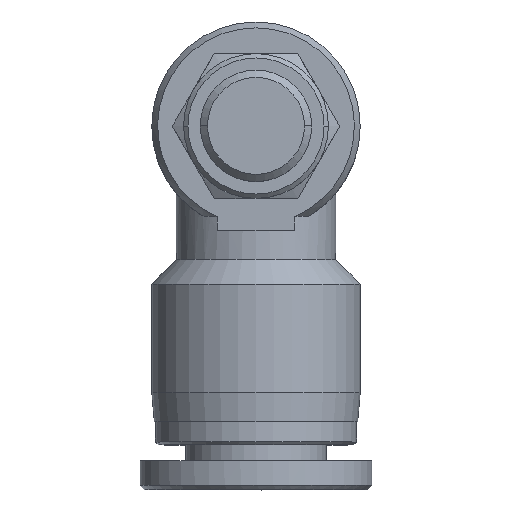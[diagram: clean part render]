
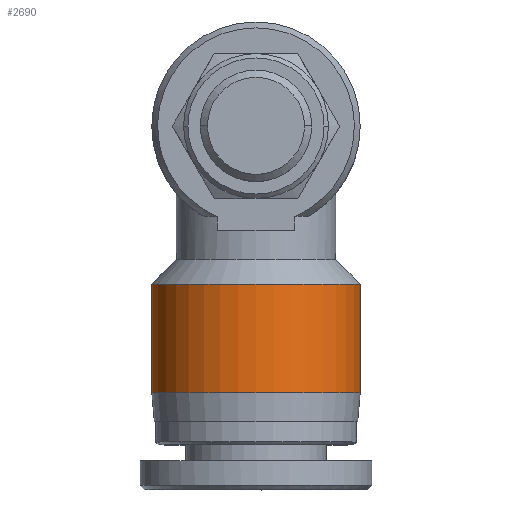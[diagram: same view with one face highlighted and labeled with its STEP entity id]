
A CAD part, top view. The second image highlights one B-rep face of the part: STEP entity #2690.
In plain terms, the highlighted cylindrical face has radius 7.2 mm (diameter 14.4 mm), a partial arc.
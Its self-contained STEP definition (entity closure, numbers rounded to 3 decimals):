
#141=CARTESIAN_POINT('',(-7.201,-1.95,-2.05));
#142=VERTEX_POINT('',#141);
#151=CARTESIAN_POINT('',(7.199,-1.95,-2.05));
#152=VERTEX_POINT('',#151);
#153=CARTESIAN_POINT('',(-0.001,-1.95,-2.05));
#154=DIRECTION('',(0.0,1.0,0.0));
#155=DIRECTION('',(-1.0,0.0,0.0));
#156=AXIS2_PLACEMENT_3D('',#153,#154,#155);
#157=CIRCLE('',#156,7.2);
#158=EDGE_CURVE('',#142,#152,#157,.T.);
#183=CARTESIAN_POINT('',(7.199,-9.45,-2.05));
#184=VERTEX_POINT('',#183);
#185=CARTESIAN_POINT('',(7.199,-9.45,-2.05));
#186=DIRECTION('',(0.0,1.0,0.0));
#187=VECTOR('',#186,7.5);
#188=LINE('',#185,#187);
#189=EDGE_CURVE('',#184,#152,#188,.T.);
#191=CARTESIAN_POINT('',(-7.201,-9.45,-2.05));
#192=VERTEX_POINT('',#191);
#200=CARTESIAN_POINT('',(-7.201,-9.45,-2.05));
#201=DIRECTION('',(0.0,1.0,0.0));
#202=VECTOR('',#201,7.5);
#203=LINE('',#200,#202);
#204=EDGE_CURVE('',#192,#142,#203,.T.);
#2669=CARTESIAN_POINT('',(-0.001,-9.45,-2.05));
#2670=DIRECTION('',(0.0,-1.0,0.0));
#2671=DIRECTION('',(-1.0,0.0,0.0));
#2672=AXIS2_PLACEMENT_3D('',#2669,#2670,#2671);
#2673=CIRCLE('',#2672,7.2);
#2674=EDGE_CURVE('',#184,#192,#2673,.T.);
#2679=CARTESIAN_POINT('',(-0.001,-0.25,-2.05));
#2680=DIRECTION('',(0.0,-1.0,0.0));
#2681=DIRECTION('',(1.0,0.0,0.0));
#2682=AXIS2_PLACEMENT_3D('',#2679,#2680,#2681);
#2683=CYLINDRICAL_SURFACE('',#2682,7.2);
#2684=ORIENTED_EDGE('',*,*,#189,.T.);
#2685=ORIENTED_EDGE('',*,*,#158,.F.);
#2686=ORIENTED_EDGE('',*,*,#204,.F.);
#2687=ORIENTED_EDGE('',*,*,#2674,.F.);
#2688=EDGE_LOOP('',(#2684,#2685,#2686,#2687));
#2689=FACE_OUTER_BOUND('',#2688,.T.);
#2690=ADVANCED_FACE('',(#2689),#2683,.T.);
